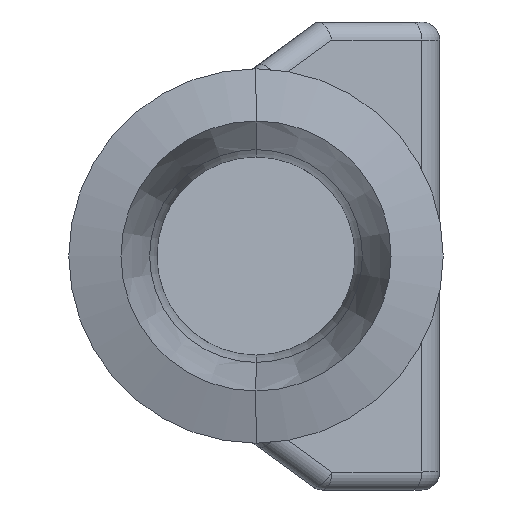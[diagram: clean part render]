
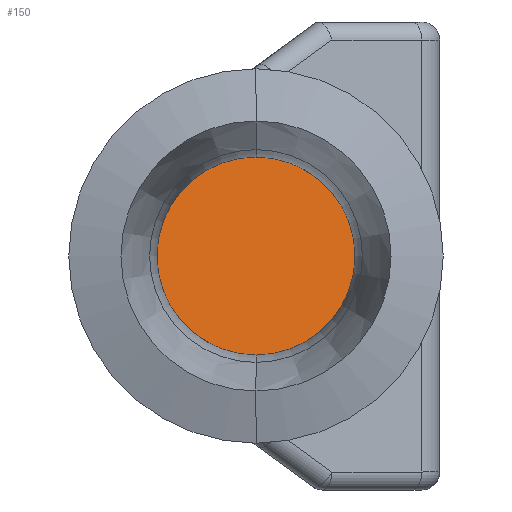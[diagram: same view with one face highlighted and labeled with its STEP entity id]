
A CAD part, left-side view. The second image highlights one B-rep face of the part: STEP entity #150.
In plain terms, the highlighted planar face has unit normal (-0.866, -0.5, 0).
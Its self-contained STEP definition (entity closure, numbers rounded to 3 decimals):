
#150 = ADVANCED_FACE ( 'NONE', ( #1720 ), #589, .T. ) ;
#174 = CARTESIAN_POINT ( 'NONE',  ( 32.635, 0., 2.75 ) ) ;
#296 = CARTESIAN_POINT ( 'NONE',  ( 29.459, 5.5, -2.75 ) ) ;
#330 = CARTESIAN_POINT ( 'NONE',  ( 32.635, 0., -2.75 ) ) ;
#369 = AXIS2_PLACEMENT_3D ( 'NONE', #1739, #1180, #1315 ) ;
#377 = VERTEX_POINT ( 'NONE', #1454 ) ;
#441 =( BOUNDED_CURVE ( )  B_SPLINE_CURVE ( 3, ( #867, #1591, #468, #723 ),
 .UNSPECIFIED., .F., .T. ) 
 B_SPLINE_CURVE_WITH_KNOTS ( ( 4, 4 ),
 ( 1.571, 4.712 ),
 .UNSPECIFIED. ) 
 CURVE ( )  GEOMETRIC_REPRESENTATION_ITEM ( )  RATIONAL_B_SPLINE_CURVE ( ( 1., 0.333, 0.333, 1. ) ) 
 REPRESENTATION_ITEM ( '' )  );
#468 = CARTESIAN_POINT ( 'NONE',  ( 35.81, -5.5, 2.75 ) ) ;
#589 = PLANE ( 'NONE',  #369 ) ;
#723 = CARTESIAN_POINT ( 'NONE',  ( 32.635, 0., 2.75 ) ) ;
#788 = EDGE_LOOP ( 'NONE', ( #1012, #1610 ) ) ;
#807 = CARTESIAN_POINT ( 'NONE',  ( 32.635, 0., 2.75 ) ) ;
#867 = CARTESIAN_POINT ( 'NONE',  ( 32.635, 0., -2.75 ) ) ;
#1007 = CARTESIAN_POINT ( 'NONE',  ( 29.459, 5.5, 2.75 ) ) ;
#1012 = ORIENTED_EDGE ( 'NONE', *, *, #1516, .T. ) ;
#1180 = DIRECTION ( 'NONE',  ( -0.866, -0.5, 0. ) ) ;
#1265 =( BOUNDED_CURVE ( )  B_SPLINE_CURVE ( 3, ( #174, #1007, #296, #330 ),
 .UNSPECIFIED., .F., .F. ) 
 B_SPLINE_CURVE_WITH_KNOTS ( ( 4, 4 ),
 ( 4.712, 7.854 ),
 .UNSPECIFIED. ) 
 CURVE ( )  GEOMETRIC_REPRESENTATION_ITEM ( )  RATIONAL_B_SPLINE_CURVE ( ( 1., 0.333, 0.333, 1. ) ) 
 REPRESENTATION_ITEM ( '' )  );
#1315 = DIRECTION ( 'NONE',  ( 0.5, -0.866, 0. ) ) ;
#1454 = CARTESIAN_POINT ( 'NONE',  ( 32.635, 0., -2.75 ) ) ;
#1498 = EDGE_CURVE ( 'NONE', #377, #1634, #441, .T. ) ;
#1516 = EDGE_CURVE ( 'NONE', #1634, #377, #1265, .T. ) ;
#1591 = CARTESIAN_POINT ( 'NONE',  ( 35.81, -5.5, -2.75 ) ) ;
#1610 = ORIENTED_EDGE ( 'NONE', *, *, #1498, .T. ) ;
#1634 = VERTEX_POINT ( 'NONE', #807 ) ;
#1720 = FACE_OUTER_BOUND ( 'NONE', #788, .T. ) ;
#1739 = CARTESIAN_POINT ( 'NONE',  ( 35.579, -5.1, -17.754 ) ) ;
